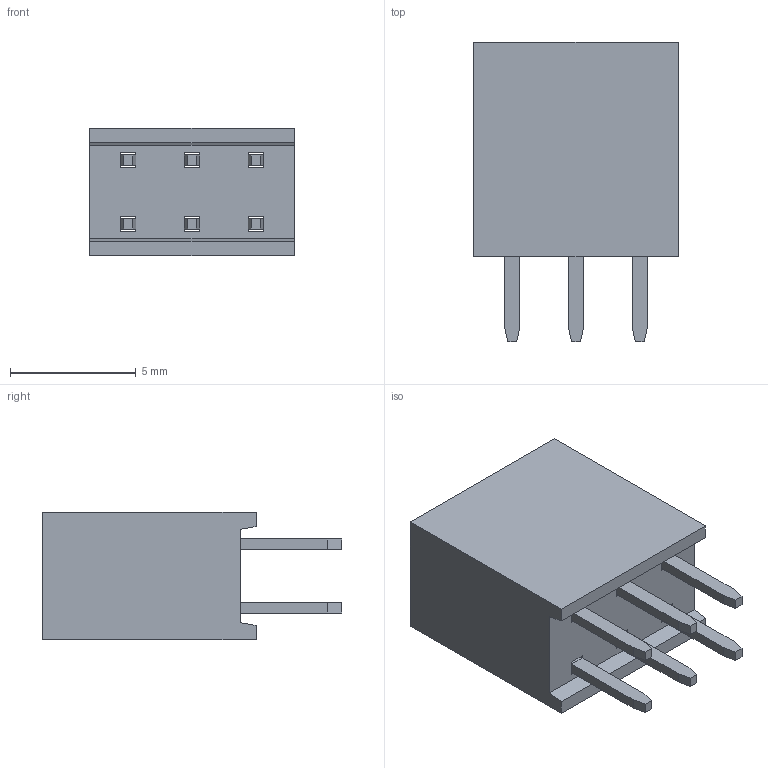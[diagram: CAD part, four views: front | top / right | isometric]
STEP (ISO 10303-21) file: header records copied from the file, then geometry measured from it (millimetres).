
FILE_DESCRIPTION (( 'STEP AP214' ), '1' );
FILE_NAME ('PPPC032LFBN-RC.STEP', '2022-08-11T04:33:27', ( '' ), ( '' ), 'SwSTEP 2.0', 'SolidWorks 2020', '' );
FILE_SCHEMA (( 'AUTOMOTIVE_DESIGN' ));
Length unit declared in the file: inch
Products named in the file (3): PPPC032LFBN-RC; 2 row tin pins; 2 row tin body_03
Assembly tree (4 placements, depth 2):
  PPPC032LFBN-RC
    2 row tin body_03
    2 row tin pins  x3
Bounding box: 8.13 x 11.91 x 5.08 mm (x, y, z)
Volume: 324.5 mm3; surface area: 559.3 mm2
Topology: 13 solids, 13 shells, 178 faces, 432 edges, 280 vertices
Faces by surface type: plane 148, cylinder 30
Entity records: 3009 total; most frequent: CARTESIAN_POINT 497, ORIENTED_EDGE 480, DIRECTION 470, EDGE_CURVE 240, VECTOR 220, LINE 220, VERTEX_POINT 152, AXIS2_PLACEMENT_3D 125
